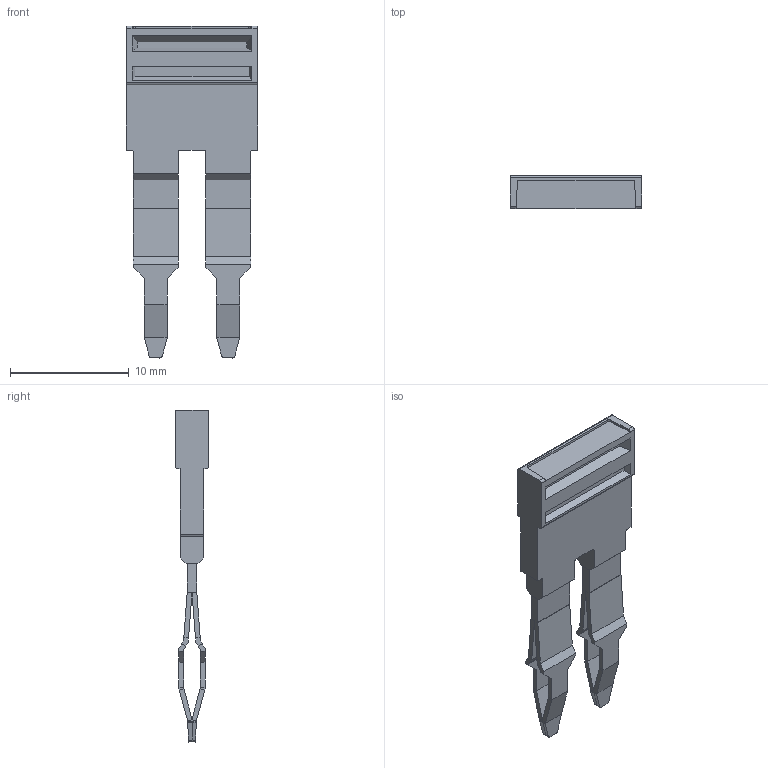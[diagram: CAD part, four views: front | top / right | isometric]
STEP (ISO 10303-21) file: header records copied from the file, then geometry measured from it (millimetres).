
FILE_DESCRIPTION(('CATIA V5 STEP Exchange','CAx-IF Rec.Pracs.--- Model Styling and Organization---1.4--- 2014-01-23'),'2;1');
FILE_NAME ('1337312-3_1', '2023-03-17T10:33:17+00:00', ('none'), ('Weidmueller'), 'CATIA Version 5-6 Release 2016 SP3 HF44', 'CATIA V5 STEP AP214', 'none');
FILE_SCHEMA(('AUTOMOTIVE_DESIGN { 1 0 10303 214 1 1 1 1 }'));
Length unit declared in the file: millimetre
Products named in the file (1): 2810840000
Bounding box: 11.1 x 2.8 x 27.95 mm (x, y, z)
Volume: 349.3 mm3; surface area: 790.5 mm2
Topology: 3 solids, 3 shells, 207 faces, 658 edges, 457 vertices
Faces by surface type: plane 176, cylinder 31
Entity records: 6828 total; most frequent: CARTESIAN_POINT 1352, ORIENTED_EDGE 1316, DIRECTION 855, EDGE_CURVE 658, VECTOR 573, LINE 573, VERTEX_POINT 457, EDGE_LOOP 211
